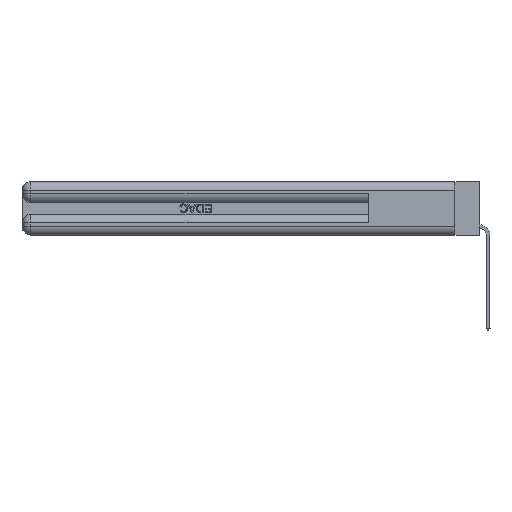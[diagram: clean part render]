
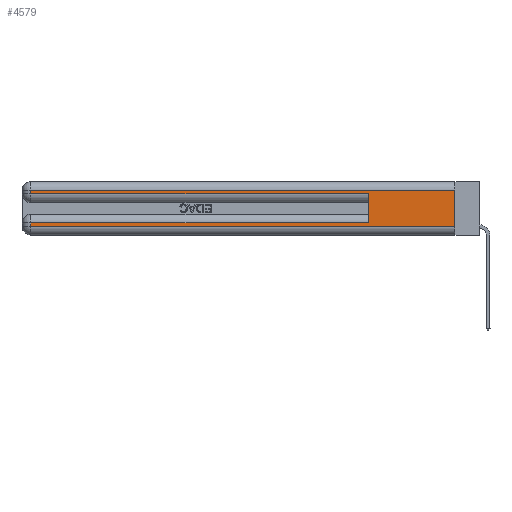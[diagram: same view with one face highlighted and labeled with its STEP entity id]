
A CAD part, left-side view. The second image highlights one B-rep face of the part: STEP entity #4579.
In plain terms, the highlighted planar face has unit normal (-1, 0, 0).
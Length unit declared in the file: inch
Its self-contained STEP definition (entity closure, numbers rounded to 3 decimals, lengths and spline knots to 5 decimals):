
#113 = VERTEX_POINT ( 'NONE', #24784 ) ;
#1420 = DIRECTION ( 'NONE',  ( 0., 1., 0. ) ) ;
#2099 = EDGE_CURVE ( 'NONE', #7747, #18969, #23596, .T. ) ;
#2232 = EDGE_CURVE ( 'NONE', #26287, #13376, #25877, .T. ) ;
#2397 = DIRECTION ( 'NONE',  ( 0., -1., 0. ) ) ;
#2550 = VECTOR ( 'NONE', #1420, 39.37008 ) ;
#3041 = VECTOR ( 'NONE', #25760, 39.37008 ) ;
#3561 = CARTESIAN_POINT ( 'NONE',  ( 0., 0., 0.085 ) ) ;
#4296 = VECTOR ( 'NONE', #9529, 39.37008 ) ;
#4347 = CARTESIAN_POINT ( 'NONE',  ( 0., 0.6, 0.285 ) ) ;
#4470 = FACE_OUTER_BOUND ( 'NONE', #9787, .T. ) ;
#4579 = ADVANCED_FACE ( 'NONE', ( #4470 ), #23766, .F. ) ;
#5252 = ORIENTED_EDGE ( 'NONE', *, *, #16965, .T. ) ;
#5547 = VECTOR ( 'NONE', #2397, 39.37008 ) ;
#5883 = VECTOR ( 'NONE', #26453, 39.37008 ) ;
#6171 = EDGE_CURVE ( 'NONE', #23879, #18969, #17308, .T. ) ;
#7039 = CARTESIAN_POINT ( 'NONE',  ( 0., 0., 0.37 ) ) ;
#7190 = ORIENTED_EDGE ( 'NONE', *, *, #18166, .T. ) ;
#7747 = VERTEX_POINT ( 'NONE', #20363 ) ;
#7913 = VECTOR ( 'NONE', #21984, 39.37008 ) ;
#8629 = CARTESIAN_POINT ( 'NONE',  ( 0., 0., 0.285 ) ) ;
#9207 = LINE ( 'NONE', #22047, #4296 ) ;
#9211 = VECTOR ( 'NONE', #11239, 39.37008 ) ;
#9482 = CARTESIAN_POINT ( 'NONE',  ( 0., 0., 0.37 ) ) ;
#9529 = DIRECTION ( 'NONE',  ( 0., 0., -1. ) ) ;
#9787 = EDGE_LOOP ( 'NONE', ( #24857, #14404, #7190, #22270, #13076, #19299, #15086, #5252 ) ) ;
#10792 = CARTESIAN_POINT ( 'NONE',  ( 0., 0.6, 0.145 ) ) ;
#11239 = DIRECTION ( 'NONE',  ( 0., 1., 0. ) ) ;
#11262 = DIRECTION ( 'NONE',  ( 1., 0., 0. ) ) ;
#11834 = CARTESIAN_POINT ( 'NONE',  ( 0., 2.94, 0.37 ) ) ;
#11835 = CARTESIAN_POINT ( 'NONE',  ( 0., 2.94, 0.06 ) ) ;
#12454 = VECTOR ( 'NONE', #19164, 39.37008 ) ;
#12536 = CARTESIAN_POINT ( 'NONE',  ( 0., 0., 0.06 ) ) ;
#13076 = ORIENTED_EDGE ( 'NONE', *, *, #2099, .F. ) ;
#13321 = CARTESIAN_POINT ( 'NONE',  ( 0., 0., 0.31 ) ) ;
#13376 = VERTEX_POINT ( 'NONE', #17853 ) ;
#13461 = LINE ( 'NONE', #9482, #7913 ) ;
#14404 = ORIENTED_EDGE ( 'NONE', *, *, #2232, .T. ) ;
#15086 = ORIENTED_EDGE ( 'NONE', *, *, #19249, .T. ) ;
#16192 = VERTEX_POINT ( 'NONE', #11835 ) ;
#16965 = EDGE_CURVE ( 'NONE', #16192, #24905, #19730, .T. ) ;
#17308 = LINE ( 'NONE', #8629, #5547 ) ;
#17338 = CARTESIAN_POINT ( 'NONE',  ( 0., 0., 0.06 ) ) ;
#17853 = CARTESIAN_POINT ( 'NONE',  ( 0., 2.94, 0.31 ) ) ;
#18166 = EDGE_CURVE ( 'NONE', #13376, #23879, #9207, .T. ) ;
#18969 = VERTEX_POINT ( 'NONE', #4347 ) ;
#19164 = DIRECTION ( 'NONE',  ( 0., 0., 1. ) ) ;
#19233 = LINE ( 'NONE', #3561, #2550 ) ;
#19249 = EDGE_CURVE ( 'NONE', #113, #16192, #21902, .T. ) ;
#19299 = ORIENTED_EDGE ( 'NONE', *, *, #26621, .T. ) ;
#19730 = LINE ( 'NONE', #17338, #3041 ) ;
#20363 = CARTESIAN_POINT ( 'NONE',  ( 0., 0.6, 0.085 ) ) ;
#21902 = LINE ( 'NONE', #11834, #5883 ) ;
#21984 = DIRECTION ( 'NONE',  ( 0., 0., -1. ) ) ;
#22047 = CARTESIAN_POINT ( 'NONE',  ( 0., 2.94, 0.37 ) ) ;
#22270 = ORIENTED_EDGE ( 'NONE', *, *, #6171, .T. ) ;
#23126 = CARTESIAN_POINT ( 'NONE',  ( 0., 2.94, 0.285 ) ) ;
#23312 = CARTESIAN_POINT ( 'NONE',  ( 0., 0., 0.31 ) ) ;
#23596 = LINE ( 'NONE', #10792, #12454 ) ;
#23766 = PLANE ( 'NONE',  #25581 ) ;
#23879 = VERTEX_POINT ( 'NONE', #23126 ) ;
#24692 = EDGE_CURVE ( 'NONE', #26287, #24905, #13461, .T. ) ;
#24784 = CARTESIAN_POINT ( 'NONE',  ( 0., 2.94, 0.085 ) ) ;
#24857 = ORIENTED_EDGE ( 'NONE', *, *, #24692, .F. ) ;
#24905 = VERTEX_POINT ( 'NONE', #12536 ) ;
#25581 = AXIS2_PLACEMENT_3D ( 'NONE', #7039, #11262, #25869 ) ;
#25760 = DIRECTION ( 'NONE',  ( 0., -1., 0. ) ) ;
#25869 = DIRECTION ( 'NONE',  ( 0., 0., -1. ) ) ;
#25877 = LINE ( 'NONE', #13321, #9211 ) ;
#26287 = VERTEX_POINT ( 'NONE', #23312 ) ;
#26453 = DIRECTION ( 'NONE',  ( 0., 0., -1. ) ) ;
#26621 = EDGE_CURVE ( 'NONE', #7747, #113, #19233, .T. ) ;
